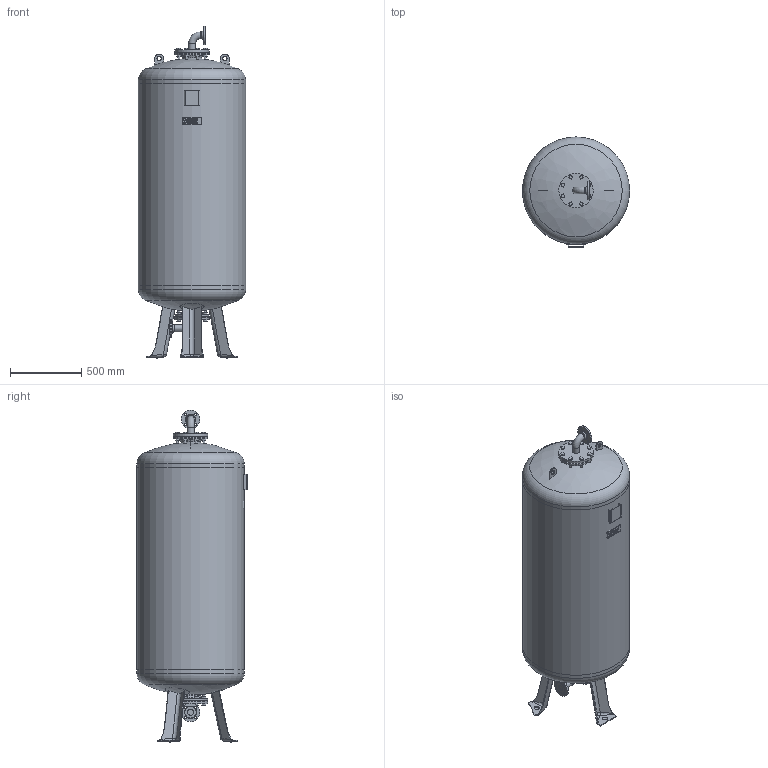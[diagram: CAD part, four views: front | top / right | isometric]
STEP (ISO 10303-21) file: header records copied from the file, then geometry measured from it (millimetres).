
FILE_DESCRIPTION(/* description */ (''),/* implementation_level */ '2;1');
FILE_NAME(/* name */ '3d_IntermediatevesselsV750_6bar-8851800.stp',/* time_stamp */ '2017-08-11T12:12:05+02:00',/* author */ ('Andrzej'),/* organization */ (''),/* preprocessor_version */ 'ST-DEVELOPER v15.5',/* originating_system */ 'AutoCAD Mechanical',/* authorisation */ '');
FILE_SCHEMA (('AUTOMOTIVE_DESIGN { 1 0 10303 214 3 1 1 }'));
Length unit declared in the file: millimetre
Products named in the file (1): Product
Bounding box: 750 x 770 x 2322.83 mm (x, y, z)
Volume: 742468002.4 mm3; surface area: 7653932.4 mm2
Topology: 38 solids, 38 shells, 733 faces, 1783 edges, 1187 vertices
Faces by surface type: plane 472, cylinder 207, bspline 20, sphere 15, cone 11, torus 8
Full cylindrical faces by diameter (mm): 14 x8, 16 x32, 18 x32, 22 x16, 30 x2, 43.1 x2, 48.3 x4, 120 x2, 130 x2, 140 x2, 240 x4, 750 x3
Entity records: 26178 total; most frequent: CARTESIAN_POINT 9353, DIRECTION 3446, ORIENTED_EDGE 3184, EDGE_CURVE 1592, AXIS2_PLACEMENT_3D 1216, VERTEX_POINT 1126, LINE 1014, VECTOR 1014
